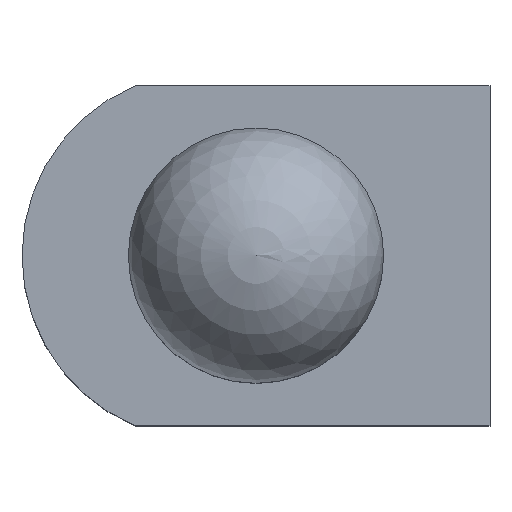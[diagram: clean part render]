
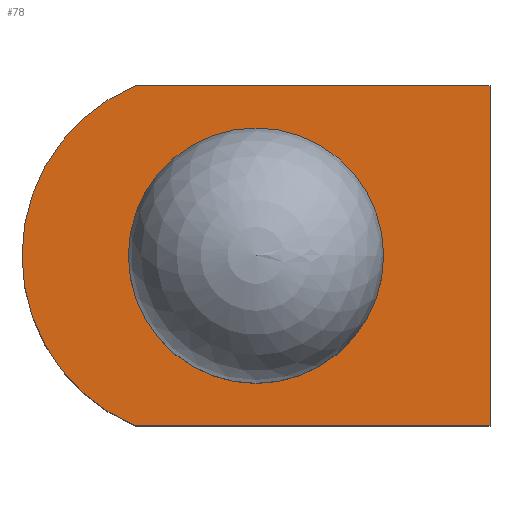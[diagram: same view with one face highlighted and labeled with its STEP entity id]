
A CAD part, top view. The second image highlights one B-rep face of the part: STEP entity #78.
In plain terms, the highlighted planar face has unit normal (0, 0, 1).
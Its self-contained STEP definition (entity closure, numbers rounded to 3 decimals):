
#78=ADVANCED_FACE('',(#402,#404),#406,.T.);
#402=FACE_BOUND('',#403,.T.);
#403=EDGE_LOOP('',(#658,#659,#660,#661));
#404=FACE_BOUND('',#405,.T.);
#405=EDGE_LOOP('',(#662));
#406=PLANE('',#407);
#407=AXIS2_PLACEMENT_3D('',#408,#409,#410);
#408=CARTESIAN_POINT('',(0.,0.,5.2));
#409=DIRECTION('',(0.,0.,1.));
#410=DIRECTION('',(1.,0.,0.));
#658=ORIENTED_EDGE('',*,*,#830,.T.);
#659=ORIENTED_EDGE('',*,*,#831,.T.);
#660=ORIENTED_EDGE('',*,*,#832,.T.);
#661=ORIENTED_EDGE('',*,*,#833,.T.);
#662=ORIENTED_EDGE('',*,*,#834,.F.);
#830=EDGE_CURVE('',#916,#917,#918,.T.);
#831=EDGE_CURVE('',#917,#919,#920,.T.);
#832=EDGE_CURVE('',#919,#921,#922,.T.);
#833=EDGE_CURVE('',#921,#916,#923,.T.);
#834=EDGE_CURVE('',#924,#924,#925,.T.);
#916=VERTEX_POINT('',#1060);
#917=VERTEX_POINT('',#1061);
#918=LINE('',#1062,#1063);
#919=VERTEX_POINT('',#1065);
#920=CIRCLE('',#1066,1.3);
#921=VERTEX_POINT('',#1070);
#922=LINE('',#1071,#1072);
#923=LINE('',#1074,#1075);
#924=VERTEX_POINT('',#1077);
#925=CIRCLE('',#1078,0.9);
#1060=CARTESIAN_POINT('',(1.65,1.2,5.2));
#1061=CARTESIAN_POINT('',(-0.85,1.2,5.2));
#1062=CARTESIAN_POINT('',(1.65,1.2,5.2));
#1063=VECTOR('',#1064,1.);
#1064=DIRECTION('',(-1.,0.,0.));
#1065=CARTESIAN_POINT('',(-0.85,-1.2,5.2));
#1066=AXIS2_PLACEMENT_3D('',#1067,#1068,#1069);
#1067=CARTESIAN_POINT('',(-0.35,0.,5.2));
#1068=DIRECTION('',(0.,0.,1.));
#1069=DIRECTION('',(-0.385,0.923,0.));
#1070=CARTESIAN_POINT('',(1.65,-1.2,5.2));
#1071=CARTESIAN_POINT('',(-0.85,-1.2,5.2));
#1072=VECTOR('',#1073,1.);
#1073=DIRECTION('',(1.,0.,0.));
#1074=CARTESIAN_POINT('',(1.65,-1.2,5.2));
#1075=VECTOR('',#1076,1.);
#1076=DIRECTION('',(0.,1.,0.));
#1077=CARTESIAN_POINT('',(0.9,0.,5.2));
#1078=AXIS2_PLACEMENT_3D('',#1079,#1080,#1081);
#1079=CARTESIAN_POINT('',(0.,0.,5.2));
#1080=DIRECTION('',(0.,0.,1.));
#1081=DIRECTION('',(1.,0.,0.));
